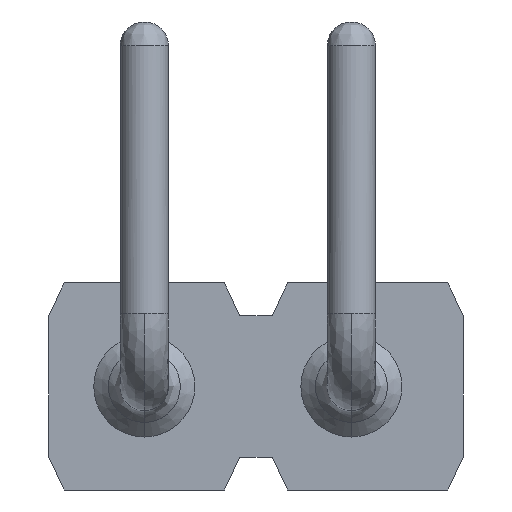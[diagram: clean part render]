
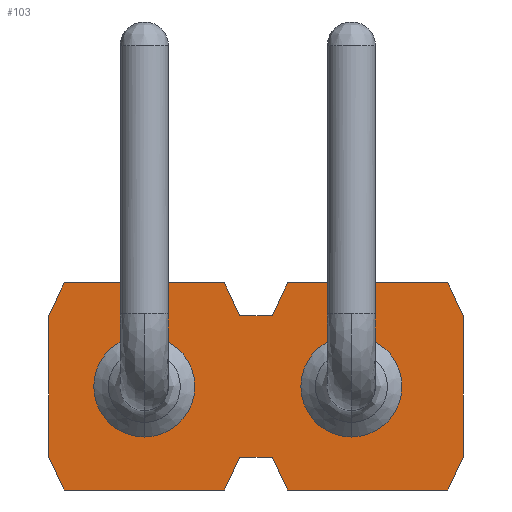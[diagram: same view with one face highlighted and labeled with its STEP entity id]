
A CAD part, front view. The second image highlights one B-rep face of the part: STEP entity #103.
In plain terms, the highlighted planar face has unit normal (0, -1, 0).
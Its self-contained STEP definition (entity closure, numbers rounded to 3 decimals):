
#103=ADVANCED_FACE('',(#188,#189,#190),#191,.F.);
#188=FACE_OUTER_BOUND('',#564,.T.);
#189=FACE_BOUND('',#565,.T.);
#190=FACE_BOUND('',#566,.T.);
#191=PLANE('',#567);
#564=EDGE_LOOP('',(#978,#979,#980,#981,#982,#983,#984,#985,#986,#987,#988,#989,#990,#991,#992,#993));
#565=EDGE_LOOP('',(#994,#995));
#566=EDGE_LOOP('',(#996,#997));
#567=AXIS2_PLACEMENT_3D('',#998,#999,#1000);
#978=ORIENTED_EDGE('',*,*,#1249,.F.);
#979=ORIENTED_EDGE('',*,*,#1262,.F.);
#980=ORIENTED_EDGE('',*,*,#1252,.F.);
#981=ORIENTED_EDGE('',*,*,#1263,.F.);
#982=ORIENTED_EDGE('',*,*,#1255,.F.);
#983=ORIENTED_EDGE('',*,*,#1264,.F.);
#984=ORIENTED_EDGE('',*,*,#1265,.F.);
#985=ORIENTED_EDGE('',*,*,#1260,.F.);
#986=ORIENTED_EDGE('',*,*,#1240,.F.);
#987=ORIENTED_EDGE('',*,*,#1266,.F.);
#988=ORIENTED_EDGE('',*,*,#1243,.F.);
#989=ORIENTED_EDGE('',*,*,#1267,.F.);
#990=ORIENTED_EDGE('',*,*,#1246,.F.);
#991=ORIENTED_EDGE('',*,*,#1268,.F.);
#992=ORIENTED_EDGE('',*,*,#1269,.F.);
#993=ORIENTED_EDGE('',*,*,#1270,.F.);
#994=ORIENTED_EDGE('',*,*,#1271,.F.);
#995=ORIENTED_EDGE('',*,*,#1193,.F.);
#996=ORIENTED_EDGE('',*,*,#1272,.F.);
#997=ORIENTED_EDGE('',*,*,#1196,.F.);
#998=CARTESIAN_POINT('',(-1.27,0.0,0.0));
#999=DIRECTION('',(-0.0,1.0,0.));
#1000=DIRECTION('',(1.0,0.0,0.0));
#1193=EDGE_CURVE('',#1352,#1354,#1355,.T.);
#1196=EDGE_CURVE('',#1357,#1359,#1360,.T.);
#1240=EDGE_CURVE('',#1434,#1435,#1436,.T.);
#1243=EDGE_CURVE('',#1439,#1440,#1441,.T.);
#1246=EDGE_CURVE('',#1444,#1445,#1446,.T.);
#1249=EDGE_CURVE('',#1449,#1450,#1451,.T.);
#1252=EDGE_CURVE('',#1454,#1455,#1456,.T.);
#1255=EDGE_CURVE('',#1459,#1460,#1461,.T.);
#1260=EDGE_CURVE('',#1435,#1466,#1467,.T.);
#1262=EDGE_CURVE('',#1455,#1449,#1469,.T.);
#1263=EDGE_CURVE('',#1460,#1454,#1470,.T.);
#1264=EDGE_CURVE('',#1471,#1459,#1472,.T.);
#1265=EDGE_CURVE('',#1466,#1471,#1473,.T.);
#1266=EDGE_CURVE('',#1440,#1434,#1474,.T.);
#1267=EDGE_CURVE('',#1445,#1439,#1475,.T.);
#1268=EDGE_CURVE('',#1476,#1444,#1477,.T.);
#1269=EDGE_CURVE('',#1478,#1476,#1479,.T.);
#1270=EDGE_CURVE('',#1450,#1478,#1480,.T.);
#1271=EDGE_CURVE('',#1354,#1352,#1481,.T.);
#1272=EDGE_CURVE('',#1359,#1357,#1482,.T.);
#1352=VERTEX_POINT('',#1628);
#1354=VERTEX_POINT('',#1631);
#1355=CIRCLE('',#1632,0.62);
#1357=VERTEX_POINT('',#1635);
#1359=VERTEX_POINT('',#1638);
#1360=CIRCLE('',#1639,0.62);
#1434=VERTEX_POINT('',#1876);
#1435=VERTEX_POINT('',#1877);
#1436=LINE('',#1878,#1879);
#1439=VERTEX_POINT('',#1884);
#1440=VERTEX_POINT('',#1885);
#1441=LINE('',#1886,#1887);
#1444=VERTEX_POINT('',#1892);
#1445=VERTEX_POINT('',#1893);
#1446=LINE('',#1894,#1895);
#1449=VERTEX_POINT('',#1900);
#1450=VERTEX_POINT('',#1901);
#1451=LINE('',#1902,#1903);
#1454=VERTEX_POINT('',#1908);
#1455=VERTEX_POINT('',#1909);
#1456=LINE('',#1910,#1911);
#1459=VERTEX_POINT('',#1916);
#1460=VERTEX_POINT('',#1917);
#1461=LINE('',#1918,#1919);
#1466=VERTEX_POINT('',#1926);
#1467=LINE('',#1927,#1928);
#1469=LINE('',#1931,#1932);
#1470=LINE('',#1933,#1934);
#1471=VERTEX_POINT('',#1935);
#1472=LINE('',#1936,#1937);
#1473=LINE('',#1938,#1939);
#1474=LINE('',#1940,#1941);
#1475=LINE('',#1942,#1943);
#1476=VERTEX_POINT('',#1944);
#1477=LINE('',#1945,#1946);
#1478=VERTEX_POINT('',#1947);
#1479=LINE('',#1948,#1949);
#1480=LINE('',#1950,#1951);
#1481=CIRCLE('',#1952,0.62);
#1482=CIRCLE('',#1953,0.62);
#1628=CARTESIAN_POINT('',(-1.27,0.,-0.62));
#1631=CARTESIAN_POINT('',(-1.27,0.,0.62));
#1632=AXIS2_PLACEMENT_3D('',#2101,#2102,#2103);
#1635=CARTESIAN_POINT('',(1.27,0.,-0.62));
#1638=CARTESIAN_POINT('',(1.27,0.,0.62));
#1639=AXIS2_PLACEMENT_3D('',#2106,#2107,#2108);
#1876=CARTESIAN_POINT('',(2.453,0.,-1.27));
#1877=CARTESIAN_POINT('',(0.487,0.,-1.27));
#1878=CARTESIAN_POINT('',(0.487,0.,-1.27));
#1879=VECTOR('',#2152,1000.0);
#1884=CARTESIAN_POINT('',(2.64,0.,0.87));
#1885=CARTESIAN_POINT('',(2.64,0.,-0.87));
#1886=CARTESIAN_POINT('',(2.64,0.,-0.87));
#1887=VECTOR('',#2155,1000.0);
#1892=CARTESIAN_POINT('',(0.487,0.,1.27));
#1893=CARTESIAN_POINT('',(2.453,0.,1.27));
#1894=CARTESIAN_POINT('',(2.453,0.,1.27));
#1895=VECTOR('',#2158,1000.0);
#1900=CARTESIAN_POINT('',(-2.253,0.,1.27));
#1901=CARTESIAN_POINT('',(-0.287,0.,1.27));
#1902=CARTESIAN_POINT('',(-0.287,0.,1.27));
#1903=VECTOR('',#2161,1000.0);
#1908=CARTESIAN_POINT('',(-2.44,0.,-0.87));
#1909=CARTESIAN_POINT('',(-2.44,0.,0.87));
#1910=CARTESIAN_POINT('',(-2.44,0.,0.87));
#1911=VECTOR('',#2164,1000.0);
#1916=CARTESIAN_POINT('',(-0.287,0.,-1.27));
#1917=CARTESIAN_POINT('',(-2.253,0.,-1.27));
#1918=CARTESIAN_POINT('',(-2.253,0.,-1.27));
#1919=VECTOR('',#2167,1000.0);
#1926=CARTESIAN_POINT('',(0.3,0.,-0.87));
#1927=CARTESIAN_POINT('',(0.3,0.,-0.87));
#1928=VECTOR('',#2176,1000.0);
#1931=CARTESIAN_POINT('',(-2.44,0.,0.87));
#1932=VECTOR('',#2178,1000.0);
#1933=CARTESIAN_POINT('',(-2.253,0.,-1.27));
#1934=VECTOR('',#2179,1000.0);
#1935=CARTESIAN_POINT('',(-0.1,0.,-0.87));
#1936=CARTESIAN_POINT('',(-0.1,0.,-0.87));
#1937=VECTOR('',#2180,1000.0);
#1938=CARTESIAN_POINT('',(-1.27,0.,-0.87));
#1939=VECTOR('',#2181,1000.0);
#1940=CARTESIAN_POINT('',(2.64,0.,-0.87));
#1941=VECTOR('',#2182,1000.0);
#1942=CARTESIAN_POINT('',(2.453,0.,1.27));
#1943=VECTOR('',#2183,1000.0);
#1944=CARTESIAN_POINT('',(0.3,0.,0.87));
#1945=CARTESIAN_POINT('',(0.3,0.,0.87));
#1946=VECTOR('',#2184,1000.0);
#1947=CARTESIAN_POINT('',(-0.1,0.,0.87));
#1948=CARTESIAN_POINT('',(0.3,0.,0.87));
#1949=VECTOR('',#2185,1000.0);
#1950=CARTESIAN_POINT('',(-0.287,0.,1.27));
#1951=VECTOR('',#2186,1000.0);
#1952=AXIS2_PLACEMENT_3D('',#2187,#2188,#2189);
#1953=AXIS2_PLACEMENT_3D('',#2190,#2191,#2192);
#2101=CARTESIAN_POINT('',(-1.27,0.,0.0));
#2102=DIRECTION('',(0.0,-1.0,0.0));
#2103=DIRECTION('',(0.0,0.0,1.0));
#2106=CARTESIAN_POINT('',(1.27,0.,0.0));
#2107=DIRECTION('',(0.0,-1.0,0.0));
#2108=DIRECTION('',(0.0,0.0,1.0));
#2152=DIRECTION('',(-1.0,0.0,-0.0));
#2155=DIRECTION('',(0.0,0.0,-1.0));
#2158=DIRECTION('',(1.0,0.0,0.0));
#2161=DIRECTION('',(1.0,0.0,0.0));
#2164=DIRECTION('',(0.0,0.0,1.0));
#2167=DIRECTION('',(-1.0,0.0,-0.0));
#2176=DIRECTION('',(-0.423,0.0,0.906));
#2178=DIRECTION('',(0.423,0.,0.906));
#2179=DIRECTION('',(-0.423,0.,0.906));
#2180=DIRECTION('',(-0.423,0.,-0.906));
#2181=DIRECTION('',(-1.0,-0.0,-0.0));
#2182=DIRECTION('',(-0.423,0.,-0.906));
#2183=DIRECTION('',(0.423,0.,-0.906));
#2184=DIRECTION('',(0.423,0.,0.906));
#2185=DIRECTION('',(1.0,0.0,0.0));
#2186=DIRECTION('',(0.423,0.,-0.906));
#2187=CARTESIAN_POINT('',(-1.27,0.,0.0));
#2188=DIRECTION('',(0.0,-1.0,0.0));
#2189=DIRECTION('',(0.0,0.0,1.0));
#2190=CARTESIAN_POINT('',(1.27,0.,0.0));
#2191=DIRECTION('',(0.0,-1.0,0.0));
#2192=DIRECTION('',(0.0,0.0,1.0));
